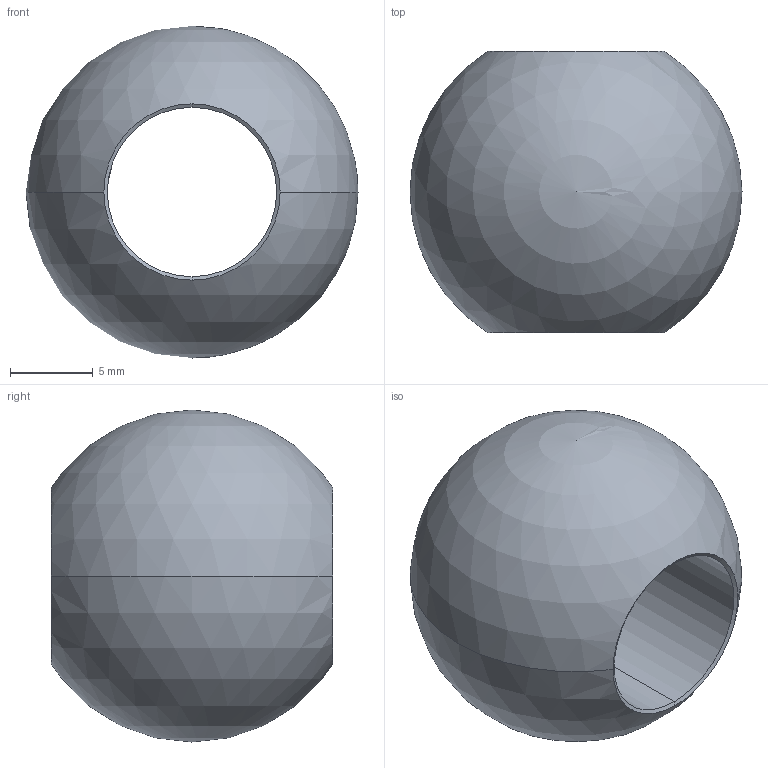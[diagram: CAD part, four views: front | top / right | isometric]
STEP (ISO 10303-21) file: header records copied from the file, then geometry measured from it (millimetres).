
FILE_DESCRIPTION (( 'STEP AP203' ), '1' );
FILE_NAME ('51020-240D10.step', '2019-03-29T10:51:55', ( '' ), ( '' ), 'SwSTEP 2.0', 'SolidWorks 2015', '' );
FILE_SCHEMA (( 'CONFIG_CONTROL_DESIGN' ));
Length unit declared in the file: millimetre
Products named in the file (1): 51020-240D10
Bounding box: 20 x 16.95 x 20 mm (x, y, z)
Volume: 2664.1 mm3; surface area: 1620.4 mm2
Topology: 1 solids, 1 shells, 255 faces, 679 edges, 451 vertices
Faces by surface type: bspline 111, plane 107, cylinder 31, cone 4, sphere 2
Entity records: 12724 total; most frequent: CARTESIAN_POINT 7042, ORIENTED_EDGE 1348, DIRECTION 826, EDGE_CURVE 674, VERTEX_POINT 448, VECTOR 324, LINE 324, EDGE_LOOP 284
